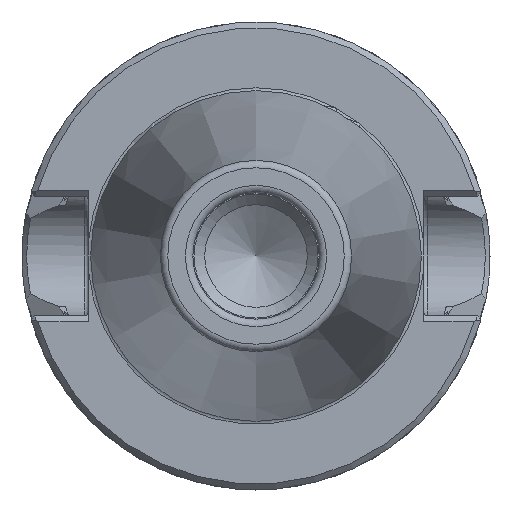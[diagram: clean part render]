
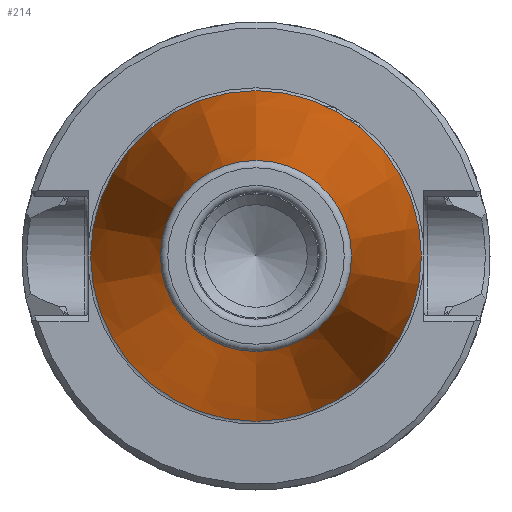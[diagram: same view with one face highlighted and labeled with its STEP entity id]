
A CAD part, left-side view. The second image highlights one B-rep face of the part: STEP entity #214.
In plain terms, the highlighted conical face has half-angle 8.297 degrees and reference radius 12.871 mm.
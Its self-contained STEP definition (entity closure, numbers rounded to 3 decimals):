
#214 = ADVANCED_FACE( '', ( #464, #465 ), #466, .T. );
#464 = FACE_OUTER_BOUND( '', #736, .T. );
#465 = FACE_BOUND( '', #737, .T. );
#466 = CONICAL_SURFACE( '', #738, 12.871, 0.145 );
#736 = EDGE_LOOP( '', ( #1307 ) );
#737 = EDGE_LOOP( '', ( #1308 ) );
#738 = AXIS2_PLACEMENT_3D( '', #1309, #1310, #1311 );
#1307 = ORIENTED_EDGE( '', *, *, #1756, .T. );
#1308 = ORIENTED_EDGE( '', *, *, #1713, .F. );
#1309 = CARTESIAN_POINT( '', ( -64.544, 0., 0. ) );
#1310 = DIRECTION( '', ( 1., 0., 0. ) );
#1311 = DIRECTION( '', ( 0., 0., -1. ) );
#1713 = EDGE_CURVE( '', #2081, #2081, #2082, .T. );
#1756 = EDGE_CURVE( '', #2144, #2144, #2145, .T. );
#2081 = VERTEX_POINT( '', #2748 );
#2082 = CIRCLE( '', #2749, 12.871 );
#2144 = VERTEX_POINT( '', #2897 );
#2145 = CIRCLE( '', #2898, 22.268 );
#2748 = CARTESIAN_POINT( '', ( -64.544, 0., 12.871 ) );
#2749 = AXIS2_PLACEMENT_3D( '', #3300, #3301, #3302 );
#2897 = CARTESIAN_POINT( '', ( -0.106, 0., 22.268 ) );
#2898 = AXIS2_PLACEMENT_3D( '', #3355, #3356, #3357 );
#3300 = CARTESIAN_POINT( '', ( -64.544, 0., 0. ) );
#3301 = DIRECTION( '', ( -1., 0., 0. ) );
#3302 = DIRECTION( '', ( 0., 0., 1. ) );
#3355 = CARTESIAN_POINT( '', ( -0.106, 0., 0. ) );
#3356 = DIRECTION( '', ( -1., 0., 0. ) );
#3357 = DIRECTION( '', ( 0., 0., 1. ) );
